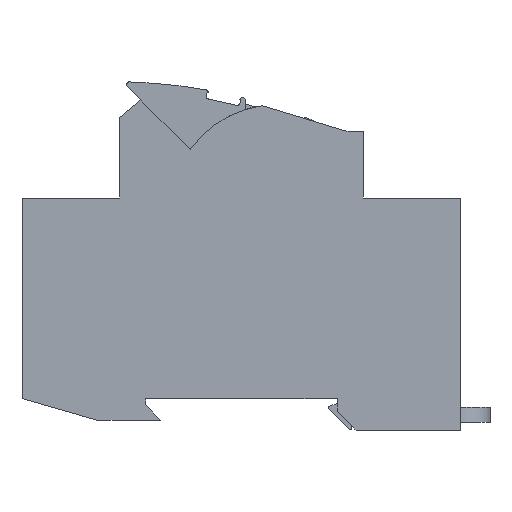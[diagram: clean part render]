
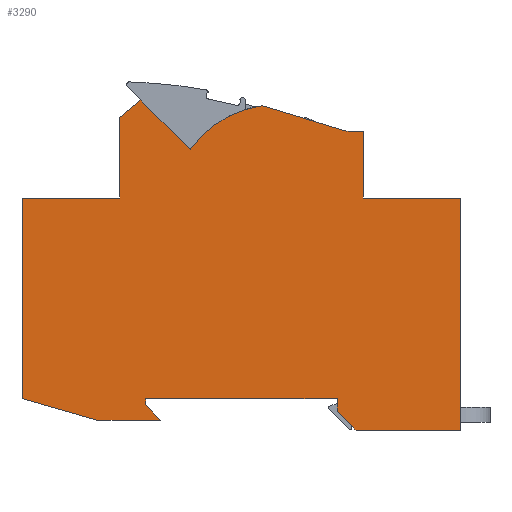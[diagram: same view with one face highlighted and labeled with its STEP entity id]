
A CAD part, left-side view. The second image highlights one B-rep face of the part: STEP entity #3290.
In plain terms, the highlighted face is planar.
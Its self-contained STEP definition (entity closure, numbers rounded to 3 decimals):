
#1690=CARTESIAN_POINT('',(-47.802,-73.909,0.));
#1700=DIRECTION('',(0.,0.,1.));
#1710=DIRECTION('',(-1.,0.,0.));
#1720=AXIS2_PLACEMENT_3D('',#1690,#1700,#1710);
#1730=PLANE('',#1720);
#1740=CARTESIAN_POINT('',(-42.284,-58.309,0.));
#1750=DIRECTION('',(-1.,0.,0.));
#1760=VECTOR('',#1750,1.);
#1770=LINE('',#1740,#1760);
#1780=CARTESIAN_POINT('',(-30.152,-58.309,0.));
#1790=VERTEX_POINT('',#1780);
#1800=CARTESIAN_POINT('',(-65.452,-58.309,0.));
#1810=VERTEX_POINT('',#1800);
#1820=EDGE_CURVE('',#1790,#1810,#1770,.T.);
#1830=ORIENTED_EDGE('',*,*,#1820,.T.);
#1840=CARTESIAN_POINT('',(-30.152,-58.309,0.));
#1850=DIRECTION('',(0.,1.,0.));
#1860=VECTOR('',#1850,1.);
#1870=LINE('',#1840,#1860);
#1880=CARTESIAN_POINT('',(-30.152,-57.209,0.));
#1890=VERTEX_POINT('',#1880);
#1900=EDGE_CURVE('',#1790,#1890,#1870,.T.);
#1910=ORIENTED_EDGE('',*,*,#1900,.F.);
#1920=CARTESIAN_POINT('',(-30.152,-57.209,0.));
#1930=DIRECTION('',(-0.681,0.732,0.));
#1940=VECTOR('',#1930,1.);
#1950=LINE('',#1920,#1940);
#1960=CARTESIAN_POINT('',(-32.852,-54.309,0.));
#1970=VERTEX_POINT('',#1960);
#1980=EDGE_CURVE('',#1890,#1970,#1950,.T.);
#1990=ORIENTED_EDGE('',*,*,#1980,.F.);
#2000=CARTESIAN_POINT('',(-32.852,-54.309,0.));
#2010=DIRECTION('',(1.,0.,0.));
#2020=VECTOR('',#2010,1.);
#2030=LINE('',#2000,#2020);
#2040=CARTESIAN_POINT('',(-21.352,-54.309,0.));
#2050=VERTEX_POINT('',#2040);
#2060=EDGE_CURVE('',#1970,#2050,#2030,.T.);
#2070=ORIENTED_EDGE('',*,*,#2060,.F.);
#2080=CARTESIAN_POINT('',(-21.352,-54.309,0.));
#2090=DIRECTION('',(0.962,-0.275,0.));
#2100=VECTOR('',#2090,1.);
#2110=LINE('',#2080,#2100);
#2120=CARTESIAN_POINT('',(-7.352,-58.309,0.));
#2130=VERTEX_POINT('',#2120);
#2140=EDGE_CURVE('',#2050,#2130,#2110,.T.);
#2150=ORIENTED_EDGE('',*,*,#2140,.F.);
#2160=CARTESIAN_POINT('',(-7.352,-58.309,0.));
#2170=DIRECTION('',(0.,-1.,0.));
#2180=VECTOR('',#2170,1.);
#2190=LINE('',#2160,#2180);
#2200=CARTESIAN_POINT('',(-7.352,-95.309,0.));
#2210=VERTEX_POINT('',#2200);
#2220=EDGE_CURVE('',#2130,#2210,#2190,.T.);
#2230=ORIENTED_EDGE('',*,*,#2220,.F.);
#2240=CARTESIAN_POINT('',(-42.284,-95.309,0.));
#2250=DIRECTION('',(-1.,0.,0.));
#2260=VECTOR('',#2250,1.);
#2270=LINE('',#2240,#2260);
#2280=CARTESIAN_POINT('',(-25.352,-95.309,0.));
#2290=VERTEX_POINT('',#2280);
#2300=EDGE_CURVE('',#2210,#2290,#2270,.T.);
#2310=ORIENTED_EDGE('',*,*,#2300,.F.);
#2320=CARTESIAN_POINT('',(-25.352,-95.309,0.));
#2330=DIRECTION('',(0.,-1.,0.));
#2340=VECTOR('',#2330,1.);
#2350=LINE('',#2320,#2340);
#2360=CARTESIAN_POINT('',(-25.352,-110.109,0.));
#2370=VERTEX_POINT('',#2360);
#2380=EDGE_CURVE('',#2290,#2370,#2350,.T.);
#2390=ORIENTED_EDGE('',*,*,#2380,.F.);
#2400=CARTESIAN_POINT('',(0.,-88.982,0.));
#2410=DIRECTION('',(-0.768,-0.64,0.));
#2420=VECTOR('',#2410,1.);
#2430=LINE('',#2400,#2420);
#2440=CARTESIAN_POINT('',(-29.28,-113.382,0.));
#2450=VERTEX_POINT('',#2440);
#2460=EDGE_CURVE('',#2370,#2450,#2430,.T.);
#2470=ORIENTED_EDGE('',*,*,#2460,.F.);
#2480=CARTESIAN_POINT('',(-142.661,0.,0.));
#2490=DIRECTION('',(0.707,-0.707,0.));
#2500=VECTOR('',#2490,1.);
#2510=LINE('',#2480,#2500);
#2520=CARTESIAN_POINT('',(-38.352,-104.309,0.));
#2530=VERTEX_POINT('',#2520);
#2540=EDGE_CURVE('',#2530,#2450,#2510,.T.);
#2550=ORIENTED_EDGE('',*,*,#2540,.T.);
#2560=CARTESIAN_POINT('',(-54.516,-92.531,0.));
#2570=DIRECTION('',(0.,0.,-1.));
#2580=DIRECTION('',(1.,0.,0.));
#2590=AXIS2_PLACEMENT_3D('',#2560,#2570,#2580);
#2600=CIRCLE('',#2590,20.);
#2610=CARTESIAN_POINT('',(-51.661,-112.326,0.));
#2620=VERTEX_POINT('',#2610);
#2630=EDGE_CURVE('',#2530,#2620,#2600,.T.);
#2640=ORIENTED_EDGE('',*,*,#2630,.F.);
#2650=CARTESIAN_POINT('',(1.604,-128.409,0.));
#2660=DIRECTION('',(0.957,-0.289,0.));
#2670=VECTOR('',#2660,1.);
#2680=LINE('',#2650,#2670);
#2690=CARTESIAN_POINT('',(-67.282,-107.609,0.));
#2700=VERTEX_POINT('',#2690);
#2710=EDGE_CURVE('',#2700,#2620,#2680,.T.);
#2720=ORIENTED_EDGE('',*,*,#2710,.T.);
#2730=CARTESIAN_POINT('',(0.,-107.609,0.));
#2740=DIRECTION('',(1.,0.,0.));
#2750=VECTOR('',#2740,1.);
#2760=LINE('',#2730,#2750);
#2770=CARTESIAN_POINT('',(-70.252,-107.609,0.));
#2780=VERTEX_POINT('',#2770);
#2790=EDGE_CURVE('',#2780,#2700,#2760,.T.);
#2800=ORIENTED_EDGE('',*,*,#2790,.T.);
#2810=CARTESIAN_POINT('',(-70.252,-95.309,0.));
#2820=DIRECTION('',(0.,-1.,0.));
#2830=VECTOR('',#2820,1.);
#2840=LINE('',#2810,#2830);
#2850=CARTESIAN_POINT('',(-70.252,-95.309,0.));
#2860=VERTEX_POINT('',#2850);
#2870=EDGE_CURVE('',#2860,#2780,#2840,.T.);
#2880=ORIENTED_EDGE('',*,*,#2870,.T.);
#2890=CARTESIAN_POINT('',(-53.32,-95.309,0.));
#2900=DIRECTION('',(1.,0.,0.));
#2910=VECTOR('',#2900,1.);
#2920=LINE('',#2890,#2910);
#2930=CARTESIAN_POINT('',(-88.252,-95.309,0.));
#2940=VERTEX_POINT('',#2930);
#2950=EDGE_CURVE('',#2940,#2860,#2920,.T.);
#2960=ORIENTED_EDGE('',*,*,#2950,.T.);
#2970=CARTESIAN_POINT('',(-88.252,-58.309,0.));
#2980=DIRECTION('',(0.,1.,0.));
#2990=VECTOR('',#2980,1.);
#3000=LINE('',#2970,#2990);
#3010=CARTESIAN_POINT('',(-88.252,-52.509,0.));
#3020=VERTEX_POINT('',#3010);
#3030=EDGE_CURVE('',#2940,#3020,#3000,.T.);
#3040=ORIENTED_EDGE('',*,*,#3030,.F.);
#3050=CARTESIAN_POINT('',(0.,-52.509,0.));
#3060=DIRECTION('',(-1.,0.,0.));
#3070=VECTOR('',#3060,1.);
#3080=LINE('',#3050,#3070);
#3090=CARTESIAN_POINT('',(-68.952,-52.509,0.));
#3100=VERTEX_POINT('',#3090);
#3110=EDGE_CURVE('',#3100,#3020,#3080,.T.);
#3120=ORIENTED_EDGE('',*,*,#3110,.T.);
#3130=CARTESIAN_POINT('',(-121.461,0.,0.));
#3140=DIRECTION('',(-0.707,0.707,
0.));
#3150=VECTOR('',#3140,1.);
#3160=LINE('',#3130,#3150);
#3170=CARTESIAN_POINT('',(-65.452,-56.009,0.));
#3180=VERTEX_POINT('',#3170);
#3190=EDGE_CURVE('',#3180,#3100,#3160,.T.);
#3200=ORIENTED_EDGE('',*,*,#3190,.T.);
#3210=CARTESIAN_POINT('',(-65.452,0.,0.));
#3220=DIRECTION('',(0.,-1.,0.));
#3230=VECTOR('',#3220,1.);
#3240=LINE('',#3210,#3230);
#3250=EDGE_CURVE('',#3180,#1810,#3240,.T.);
#3260=ORIENTED_EDGE('',*,*,#3250,.F.);
#3270=EDGE_LOOP('',(#3260,#3200,#3120,#3040,#2960,#2880,#2800,#2720,
#2640,#2550,#2470,#2390,#2310,#2230,#2150,#2070,#1990,#1910,#1830));
#3280=FACE_OUTER_BOUND('',#3270,.T.);
#3290=ADVANCED_FACE('',(#3280),#1730,.T.);
